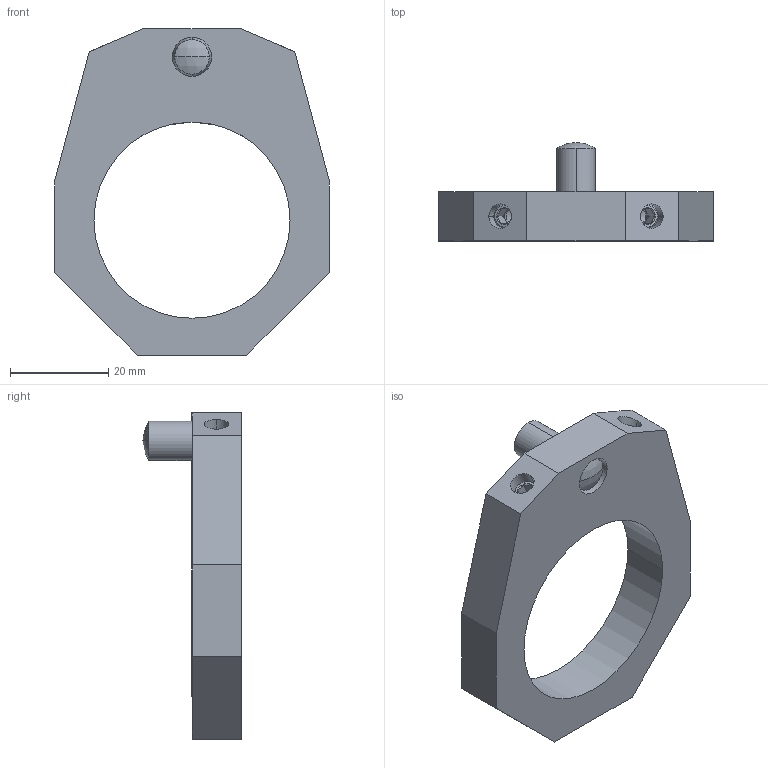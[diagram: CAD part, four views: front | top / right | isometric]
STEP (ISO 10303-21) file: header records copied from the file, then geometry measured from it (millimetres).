
FILE_DESCRIPTION (( 'STEP AP214' ), '1' );
FILE_NAME ('23310.0360.STEP', '2023-06-14T10:45:20', ( '' ), ( '' ), 'SwSTEP 2.0', 'SolidWorks 2021', '' );
FILE_SCHEMA (( 'AUTOMOTIVE_DESIGN' ));
Length unit declared in the file: millimetre
Products named in the file (1): 23310.0360
Bounding box: 56 x 20 x 66.5 mm (x, y, z)
Volume: 19060.5 mm3; surface area: 8040.5 mm2
Topology: 2 solids, 2 shells, 103 faces, 222 edges, 128 vertices
Faces by surface type: cone 40, plane 31, cylinder 22, sphere 4, bspline 4, torus 2
Entity records: 6038 total; most frequent: CARTESIAN_POINT 2711, DIRECTION 452, ORIENTED_EDGE 436, EDGE_CURVE 218, AXIS2_PLACEMENT_3D 186, VERTEX_POINT 128, EDGE_LOOP 116, UNCERTAINTY_MEASURE_WITH_UNIT 106
